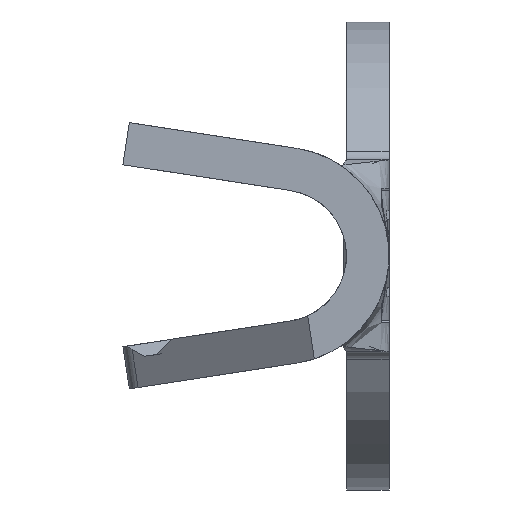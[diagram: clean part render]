
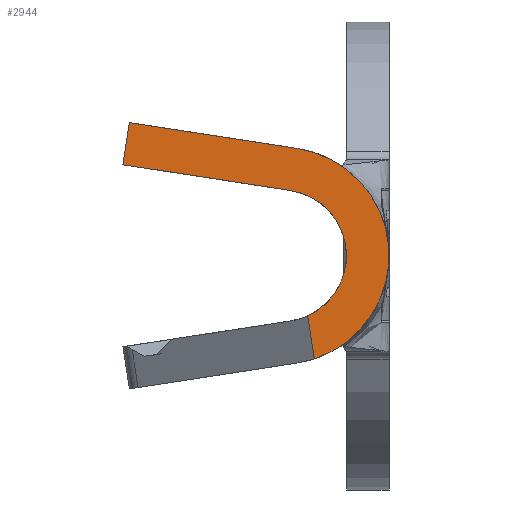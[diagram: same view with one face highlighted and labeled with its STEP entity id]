
A CAD part, left-side view. The second image highlights one B-rep face of the part: STEP entity #2944.
In plain terms, the highlighted planar face has unit normal (-1, 0, 0).
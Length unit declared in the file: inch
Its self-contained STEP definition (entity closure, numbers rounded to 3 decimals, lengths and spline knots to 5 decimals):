
#132 = LINE ( 'NONE', #1097, #4269 ) ;
#214 = EDGE_CURVE ( 'NONE', #2907, #3542, #1625, .T. ) ;
#349 = ORIENTED_EDGE ( 'NONE', *, *, #2974, .F. ) ;
#401 = DIRECTION ( 'NONE',  ( 0., 0.988, 0.152 ) ) ;
#438 = ORIENTED_EDGE ( 'NONE', *, *, #2818, .T. ) ;
#696 = CARTESIAN_POINT ( 'NONE',  ( -0.345, 0.03513, -0.04847 ) ) ;
#734 = VECTOR ( 'NONE', #2264, 39.37008 ) ;
#737 = DIRECTION ( 'NONE',  ( 0., -0.152, 0.988 ) ) ;
#832 = ORIENTED_EDGE ( 'NONE', *, *, #2307, .F. ) ;
#1056 = VERTEX_POINT ( 'NONE', #3104 ) ;
#1097 = CARTESIAN_POINT ( 'NONE',  ( -0.345, 0.125, 0.04273 ) ) ;
#1099 = CARTESIAN_POINT ( 'NONE',  ( -0.345, 0.04326, 0.05041 ) ) ;
#1118 = DIRECTION ( 'NONE',  ( -1., 0., 0. ) ) ;
#1222 = CARTESIAN_POINT ( 'NONE',  ( -0.345, 0.04326, 0.05041 ) ) ;
#1335 = ORIENTED_EDGE ( 'NONE', *, *, #3512, .F. ) ;
#1351 = DIRECTION ( 'NONE',  ( 0., -0.152, -0.988 ) ) ;
#1427 = DIRECTION ( 'NONE',  ( 1., 0., 0. ) ) ;
#1431 = VERTEX_POINT ( 'NONE', #1683 ) ;
#1452 = CIRCLE ( 'NONE', #4202, 0.031 ) ;
#1625 = LINE ( 'NONE', #1222, #734 ) ;
#1657 = FACE_OUTER_BOUND ( 'NONE', #2774, .T. ) ;
#1683 = CARTESIAN_POINT ( 'NONE',  ( -0.345, 0.04629, 0.03064 ) ) ;
#1687 = ORIENTED_EDGE ( 'NONE', *, *, #1898, .F. ) ;
#1780 = DIRECTION ( 'NONE',  ( 0., 0., -1. ) ) ;
#1898 = EDGE_CURVE ( 'NONE', #1431, #1056, #4054, .T. ) ;
#1940 = CARTESIAN_POINT ( 'NONE',  ( -0.345, 0.03824, -0.02825 ) ) ;
#2024 = CIRCLE ( 'NONE', #2262, 0.051 ) ;
#2262 = AXIS2_PLACEMENT_3D ( 'NONE', #3479, #1427, #3824 ) ;
#2264 = DIRECTION ( 'NONE',  ( 0., -0.988, -0.152 ) ) ;
#2307 = EDGE_CURVE ( 'NONE', #1056, #2907, #132, .T. ) ;
#2425 = ORIENTED_EDGE ( 'NONE', *, *, #214, .F. ) ;
#2466 = CARTESIAN_POINT ( 'NONE',  ( -0.345, 0.04629, 0.03064 ) ) ;
#2774 = EDGE_LOOP ( 'NONE', ( #349, #438, #1335, #2425, #832, #1687 ) ) ;
#2818 = EDGE_CURVE ( 'NONE', #3889, #3426, #3210, .T. ) ;
#2907 = VERTEX_POINT ( 'NONE', #3452 ) ;
#2944 = ADVANCED_FACE ( 'NONE', ( #1657 ), #3484, .F. ) ;
#2974 = EDGE_CURVE ( 'NONE', #3889, #1431, #1452, .T. ) ;
#2989 = VECTOR ( 'NONE', #1351, 39.37008 ) ;
#3104 = CARTESIAN_POINT ( 'NONE',  ( -0.345, 0.125, 0.04273 ) ) ;
#3164 = CARTESIAN_POINT ( 'NONE',  ( -0.345, 0.051, 0. ) ) ;
#3210 = LINE ( 'NONE', #3399, #2989 ) ;
#3245 = VECTOR ( 'NONE', #401, 39.37008 ) ;
#3399 = CARTESIAN_POINT ( 'NONE',  ( -0.345, 0.03958, -0.01949 ) ) ;
#3426 = VERTEX_POINT ( 'NONE', #696 ) ;
#3452 = CARTESIAN_POINT ( 'NONE',  ( -0.345, 0.12196, 0.0625 ) ) ;
#3479 = CARTESIAN_POINT ( 'NONE',  ( -0.345, 0.051, 0. ) ) ;
#3484 = PLANE ( 'NONE',  #3725 ) ;
#3506 = DIRECTION ( 'NONE',  ( 0., 0., -1. ) ) ;
#3512 = EDGE_CURVE ( 'NONE', #3542, #3426, #2024, .T. ) ;
#3542 = VERTEX_POINT ( 'NONE', #1099 ) ;
#3725 = AXIS2_PLACEMENT_3D ( 'NONE', #3816, #3827, #1780 ) ;
#3816 = CARTESIAN_POINT ( 'NONE',  ( -0.345, 0.051, 0. ) ) ;
#3824 = DIRECTION ( 'NONE',  ( 0., 0., -1. ) ) ;
#3827 = DIRECTION ( 'NONE',  ( 1., 0., 0. ) ) ;
#3889 = VERTEX_POINT ( 'NONE', #1940 ) ;
#4054 = LINE ( 'NONE', #2466, #3245 ) ;
#4202 = AXIS2_PLACEMENT_3D ( 'NONE', #3164, #1118, #3506 ) ;
#4269 = VECTOR ( 'NONE', #737, 39.37008 ) ;
